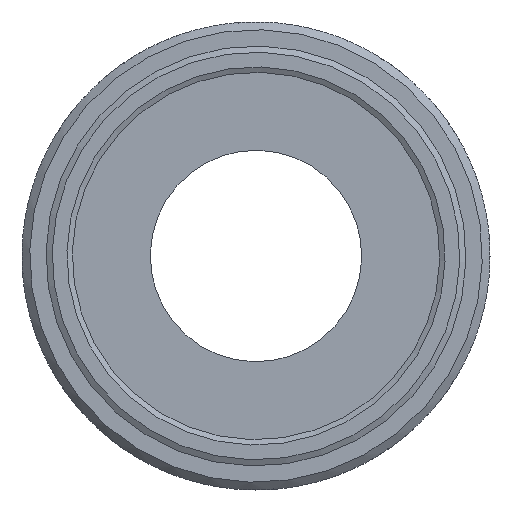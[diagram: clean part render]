
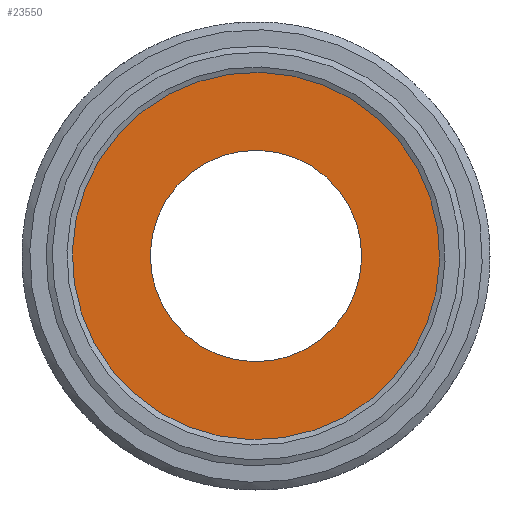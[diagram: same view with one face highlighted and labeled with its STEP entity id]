
A CAD part, left-side view. The second image highlights one B-rep face of the part: STEP entity #23550.
In plain terms, the highlighted face is planar.
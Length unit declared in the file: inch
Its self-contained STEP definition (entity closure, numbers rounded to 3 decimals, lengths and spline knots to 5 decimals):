
#23516=CARTESIAN_POINT('',(-0.4921,0.372,0.0));
#23517=VERTEX_POINT('',#23516);
#23518=CARTESIAN_POINT('',(0.0,0.372,0.0));
#23519=DIRECTION('',(0.0,1.0,0.0));
#23520=DIRECTION('',(-1.0,0.0,0.0));
#23521=AXIS2_PLACEMENT_3D('',#23518,#23519,#23520);
#23522=CIRCLE('',#23521,0.4921);
#23523=EDGE_CURVE('',#23517,#23517,#23522,.T.);
#23531=CARTESIAN_POINT('',(-0.38355,0.372,0.0));
#23532=DIRECTION('',(0.0,1.0,0.0));
#23533=DIRECTION('',(0.0,0.0,1.0));
#23534=AXIS2_PLACEMENT_3D('',#23531,#23532,#23533);
#23535=PLANE('',#23534);
#23536=ORIENTED_EDGE('',*,*,#23523,.T.);
#23537=EDGE_LOOP('',(#23536));
#23538=FACE_OUTER_BOUND('',#23537,.T.);
#23539=CARTESIAN_POINT('',(-0.275,0.372,0.0));
#23540=VERTEX_POINT('',#23539);
#23541=CARTESIAN_POINT('',(0.0,0.372,0.0));
#23542=DIRECTION('',(0.0,1.0,0.0));
#23543=DIRECTION('',(-1.0,0.0,0.0));
#23544=AXIS2_PLACEMENT_3D('',#23541,#23542,#23543);
#23545=CIRCLE('',#23544,0.275);
#23546=EDGE_CURVE('',#23540,#23540,#23545,.T.);
#23547=ORIENTED_EDGE('',*,*,#23546,.F.);
#23548=EDGE_LOOP('',(#23547));
#23549=FACE_BOUND('',#23548,.T.);
#23550=ADVANCED_FACE('',(#23538,#23549),#23535,.T.);
